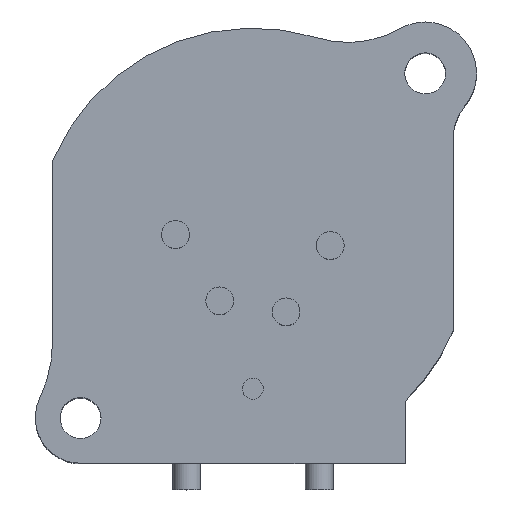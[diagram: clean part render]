
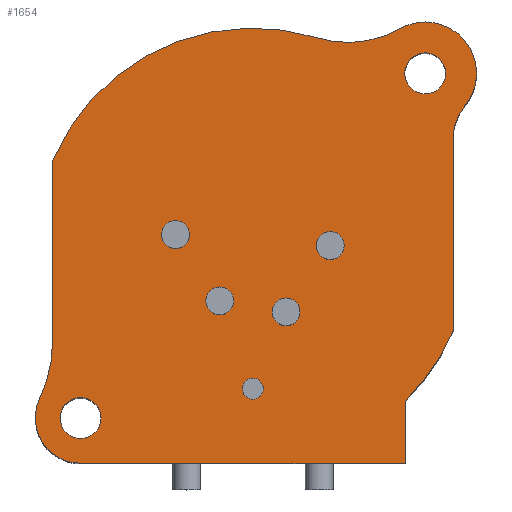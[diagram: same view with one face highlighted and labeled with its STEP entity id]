
A CAD part, top view. The second image highlights one B-rep face of the part: STEP entity #1654.
In plain terms, the highlighted planar face has unit normal (0, 0, 1).
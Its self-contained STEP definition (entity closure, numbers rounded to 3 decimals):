
#428=CARTESIAN_POINT('',(9.9,9.9,24.));
#429=DIRECTION('',(0.,0.,-1.));
#430=DIRECTION('',(1.,0.,0.));
#431=AXIS2_PLACEMENT_3D('',#428,#429,#430);
#436=CARTESIAN_POINT('',(9.9,9.9,24.));
#437=DIRECTION('',(0.,0.,-1.));
#438=DIRECTION('',(-1.,0.,0.));
#439=AXIS2_PLACEMENT_3D('',#436,#437,#438);
#444=CARTESIAN_POINT('',(-9.9,-9.9,24.));
#445=DIRECTION('',(0.,0.,-1.));
#446=DIRECTION('',(1.,0.,0.));
#447=AXIS2_PLACEMENT_3D('',#444,#445,#446);
#452=CARTESIAN_POINT('',(-9.9,-9.9,24.));
#453=DIRECTION('',(0.,0.,-1.));
#454=DIRECTION('',(-1.,0.,0.));
#455=AXIS2_PLACEMENT_3D('',#452,#453,#454);
#460=DIRECTION('',(0.,-1.,0.));
#461=VECTOR('',#460,10.305);
#462=CARTESIAN_POINT('',(-11.5,4.899,24.));
#463=LINE('',#462,#461);
#467=CARTESIAN_POINT('',(0.,0.,24.));
#468=DIRECTION('',(0.,0.,1.));
#469=DIRECTION('',(0.295,0.955,0.));
#470=AXIS2_PLACEMENT_3D('',#467,#468,#469);
#475=CARTESIAN_POINT('',(5.466,17.674,24.));
#476=DIRECTION('',(0.,0.,-1.));
#477=DIRECTION('',(0.495,-0.869,0.));
#478=AXIS2_PLACEMENT_3D('',#475,#476,#477);
#483=CARTESIAN_POINT('',(9.9,9.9,24.));
#484=DIRECTION('',(0.,0.,1.));
#485=DIRECTION('',(0.773,-0.634,0.));
#486=AXIS2_PLACEMENT_3D('',#483,#484,#485);
#491=CARTESIAN_POINT('',(14.5,6.126,24.));
#492=DIRECTION('',(0.,0.,-1.));
#493=DIRECTION('',(-1.,0.,0.));
#494=AXIS2_PLACEMENT_3D('',#491,#492,#493);
#499=DIRECTION('',(0.,1.,0.));
#500=VECTOR('',#499,11.025);
#501=CARTESIAN_POINT('',(11.5,-4.899,24.));
#502=LINE('',#501,#500);
#506=CARTESIAN_POINT('',(0.,0.,24.));
#507=DIRECTION('',(0.,0.,1.));
#508=DIRECTION('',(0.7,-0.714,0.));
#509=AXIS2_PLACEMENT_3D('',#506,#507,#508);
#514=DIRECTION('',(0.,1.,0.));
#515=VECTOR('',#514,3.573);
#516=CARTESIAN_POINT('',(8.75,-12.5,24.));
#517=LINE('',#516,#515);
#521=DIRECTION('',(1.,0.,0.));
#522=VECTOR('',#521,18.65);
#523=CARTESIAN_POINT('',(-9.9,-12.5,24.));
#524=LINE('',#523,#522);
#528=CARTESIAN_POINT('',(-9.9,-9.9,24.));
#529=DIRECTION('',(0.,0.,1.));
#530=DIRECTION('',(-0.906,0.424,0.));
#531=AXIS2_PLACEMENT_3D('',#528,#529,#530);
#536=CARTESIAN_POINT('',(-19.5,-5.406,24.));
#537=DIRECTION('',(0.,0.,-1.));
#538=DIRECTION('',(1.,0.,0.));
#539=AXIS2_PLACEMENT_3D('',#536,#537,#538);
#544=CARTESIAN_POINT('',(4.445,0.,24.));
#545=DIRECTION('',(0.,0.,-1.));
#546=DIRECTION('',(-1.,0.,0.));
#547=AXIS2_PLACEMENT_3D('',#544,#545,#546);
#552=CARTESIAN_POINT('',(4.445,0.,24.));
#553=DIRECTION('',(0.,0.,-1.));
#554=DIRECTION('',(1.,0.,0.));
#555=AXIS2_PLACEMENT_3D('',#552,#553,#554);
#560=CARTESIAN_POINT('',(-4.445,0.635,24.));
#561=DIRECTION('',(0.,0.,-1.));
#562=DIRECTION('',(-1.,0.,0.));
#563=AXIS2_PLACEMENT_3D('',#560,#561,#562);
#568=CARTESIAN_POINT('',(-4.445,0.635,24.));
#569=DIRECTION('',(0.,0.,-1.));
#570=DIRECTION('',(1.,0.,0.));
#571=AXIS2_PLACEMENT_3D('',#568,#569,#570);
#576=CARTESIAN_POINT('',(-1.905,-3.175,24.));
#577=DIRECTION('',(0.,0.,-1.));
#578=DIRECTION('',(-1.,0.,0.));
#579=AXIS2_PLACEMENT_3D('',#576,#577,#578);
#584=CARTESIAN_POINT('',(-1.905,-3.175,24.));
#585=DIRECTION('',(0.,0.,-1.));
#586=DIRECTION('',(1.,0.,0.));
#587=AXIS2_PLACEMENT_3D('',#584,#585,#586);
#592=CARTESIAN_POINT('',(1.905,-3.81,24.));
#593=DIRECTION('',(0.,0.,-1.));
#594=DIRECTION('',(-1.,0.,0.));
#595=AXIS2_PLACEMENT_3D('',#592,#593,#594);
#600=CARTESIAN_POINT('',(1.905,-3.81,24.));
#601=DIRECTION('',(0.,0.,-1.));
#602=DIRECTION('',(1.,0.,0.));
#603=AXIS2_PLACEMENT_3D('',#600,#601,#602);
#608=CARTESIAN_POINT('',(0.,-8.225,24.));
#609=DIRECTION('',(0.,0.,-1.));
#610=DIRECTION('',(-1.,0.,0.));
#611=AXIS2_PLACEMENT_3D('',#608,#609,#610);
#616=CARTESIAN_POINT('',(0.,-8.225,24.));
#617=DIRECTION('',(0.,0.,-1.));
#618=DIRECTION('',(1.,0.,0.));
#619=AXIS2_PLACEMENT_3D('',#616,#617,#618);
#1301=CARTESIAN_POINT('',(-11.5,4.899,24.));
#1302=CARTESIAN_POINT('',(-11.5,-5.406,24.));
#1303=VERTEX_POINT('',#1301);
#1304=VERTEX_POINT('',#1302);
#1305=CARTESIAN_POINT('',(-12.255,-8.798,24.));
#1306=CARTESIAN_POINT('',(-9.9,-12.5,24.));
#1307=VERTEX_POINT('',#1305);
#1308=VERTEX_POINT('',#1306);
#1309=CARTESIAN_POINT('',(8.75,-12.5,24.));
#1310=VERTEX_POINT('',#1309);
#1311=CARTESIAN_POINT('',(11.5,-4.899,24.));
#1312=CARTESIAN_POINT('',(11.5,6.126,24.));
#1313=VERTEX_POINT('',#1311);
#1314=VERTEX_POINT('',#1312);
#1315=CARTESIAN_POINT('',(12.181,8.029,24.));
#1316=CARTESIAN_POINT('',(8.438,12.462,24.));
#1317=VERTEX_POINT('',#1315);
#1318=VERTEX_POINT('',#1316);
#1319=CARTESIAN_POINT('',(3.693,11.942,24.));
#1320=VERTEX_POINT('',#1319);
#1329=CARTESIAN_POINT('',(11.075,9.9,24.));
#1330=CARTESIAN_POINT('',(8.725,9.9,24.));
#1331=VERTEX_POINT('',#1329);
#1332=VERTEX_POINT('',#1330);
#1333=CARTESIAN_POINT('',(-8.725,-9.9,24.));
#1334=CARTESIAN_POINT('',(-11.075,-9.9,24.));
#1335=VERTEX_POINT('',#1333);
#1336=VERTEX_POINT('',#1334);
#1381=CARTESIAN_POINT('',(3.645,0.,24.));
#1382=CARTESIAN_POINT('',(5.245,0.,24.));
#1383=VERTEX_POINT('',#1381);
#1384=VERTEX_POINT('',#1382);
#1385=CARTESIAN_POINT('',(-5.245,0.635,24.));
#1386=CARTESIAN_POINT('',(-3.645,0.635,24.));
#1387=VERTEX_POINT('',#1385);
#1388=VERTEX_POINT('',#1386);
#1389=CARTESIAN_POINT('',(-2.705,-3.175,24.));
#1390=CARTESIAN_POINT('',(-1.105,-3.175,24.));
#1391=VERTEX_POINT('',#1389);
#1392=VERTEX_POINT('',#1390);
#1393=CARTESIAN_POINT('',(1.105,-3.81,24.));
#1394=CARTESIAN_POINT('',(2.705,-3.81,24.));
#1395=VERTEX_POINT('',#1393);
#1396=VERTEX_POINT('',#1394);
#1397=CARTESIAN_POINT('',(-0.6,-8.225,24.));
#1398=CARTESIAN_POINT('',(0.6,-8.225,24.));
#1399=VERTEX_POINT('',#1397);
#1400=VERTEX_POINT('',#1398);
#1403=CARTESIAN_POINT('',(8.75,-8.927,24.));
#1404=VERTEX_POINT('',#1403);
#1585=CARTESIAN_POINT('',(0.,0.,24.));
#1586=DIRECTION('',(0.,0.,1.));
#1587=DIRECTION('',(1.,0.,0.));
#1588=AXIS2_PLACEMENT_3D('',#1585,#1586,#1587);
#1589=PLANE('',#1588);
#1591=ORIENTED_EDGE('',*,*,#1590,.F.);
#1593=ORIENTED_EDGE('',*,*,#1592,.F.);
#1595=ORIENTED_EDGE('',*,*,#1594,.F.);
#1597=ORIENTED_EDGE('',*,*,#1596,.F.);
#1599=ORIENTED_EDGE('',*,*,#1598,.F.);
#1601=ORIENTED_EDGE('',*,*,#1600,.F.);
#1603=ORIENTED_EDGE('',*,*,#1602,.F.);
#1605=ORIENTED_EDGE('',*,*,#1604,.F.);
#1607=ORIENTED_EDGE('',*,*,#1606,.F.);
#1609=ORIENTED_EDGE('',*,*,#1608,.F.);
#1611=ORIENTED_EDGE('',*,*,#1610,.F.);
#1612=EDGE_LOOP('',(#1591,#1593,#1595,#1597,#1599,#1601,#1603,#1605,#1607,#1609,
#1611));
#1613=FACE_OUTER_BOUND('',#1612,.F.);
#1615=ORIENTED_EDGE('',*,*,#1614,.F.);
#1617=ORIENTED_EDGE('',*,*,#1616,.F.);
#1618=EDGE_LOOP('',(#1615,#1617));
#1619=FACE_BOUND('',#1618,.F.);
#1620=ORIENTED_EDGE('',*,*,#1565,.F.);
#1621=ORIENTED_EDGE('',*,*,#1579,.F.);
#1622=EDGE_LOOP('',(#1620,#1621));
#1623=FACE_BOUND('',#1622,.F.);
#1625=ORIENTED_EDGE('',*,*,#1624,.F.);
#1627=ORIENTED_EDGE('',*,*,#1626,.F.);
#1628=EDGE_LOOP('',(#1625,#1627));
#1629=FACE_BOUND('',#1628,.F.);
#1631=ORIENTED_EDGE('',*,*,#1630,.F.);
#1633=ORIENTED_EDGE('',*,*,#1632,.F.);
#1634=EDGE_LOOP('',(#1631,#1633));
#1635=FACE_BOUND('',#1634,.F.);
#1637=ORIENTED_EDGE('',*,*,#1636,.F.);
#1639=ORIENTED_EDGE('',*,*,#1638,.F.);
#1640=EDGE_LOOP('',(#1637,#1639));
#1641=FACE_BOUND('',#1640,.F.);
#1643=ORIENTED_EDGE('',*,*,#1642,.F.);
#1645=ORIENTED_EDGE('',*,*,#1644,.F.);
#1646=EDGE_LOOP('',(#1643,#1645));
#1647=FACE_BOUND('',#1646,.F.);
#1649=ORIENTED_EDGE('',*,*,#1648,.F.);
#1651=ORIENTED_EDGE('',*,*,#1650,.F.);
#1652=EDGE_LOOP('',(#1649,#1651));
#1653=FACE_BOUND('',#1652,.F.);
#432=CIRCLE('',#431,1.175);
#440=CIRCLE('',#439,1.175);
#448=CIRCLE('',#447,1.175);
#456=CIRCLE('',#455,1.175);
#471=CIRCLE('',#470,12.5);
#479=CIRCLE('',#478,6.);
#487=CIRCLE('',#486,2.95);
#495=CIRCLE('',#494,3.);
#510=CIRCLE('',#509,12.5);
#532=CIRCLE('',#531,2.6);
#540=CIRCLE('',#539,8.);
#548=CIRCLE('',#547,0.8);
#556=CIRCLE('',#555,0.8);
#564=CIRCLE('',#563,0.8);
#572=CIRCLE('',#571,0.8);
#580=CIRCLE('',#579,0.8);
#588=CIRCLE('',#587,0.8);
#596=CIRCLE('',#595,0.8);
#604=CIRCLE('',#603,0.8);
#612=CIRCLE('',#611,0.6);
#620=CIRCLE('',#619,0.6);
#1565=EDGE_CURVE('',#1331,#1332,#432,.T.);
#1579=EDGE_CURVE('',#1332,#1331,#440,.T.);
#1590=EDGE_CURVE('',#1303,#1304,#463,.T.);
#1592=EDGE_CURVE('',#1320,#1303,#471,.T.);
#1594=EDGE_CURVE('',#1318,#1320,#479,.T.);
#1596=EDGE_CURVE('',#1317,#1318,#487,.T.);
#1598=EDGE_CURVE('',#1314,#1317,#495,.T.);
#1600=EDGE_CURVE('',#1313,#1314,#502,.T.);
#1602=EDGE_CURVE('',#1404,#1313,#510,.T.);
#1604=EDGE_CURVE('',#1310,#1404,#517,.T.);
#1606=EDGE_CURVE('',#1308,#1310,#524,.T.);
#1608=EDGE_CURVE('',#1307,#1308,#532,.T.);
#1610=EDGE_CURVE('',#1304,#1307,#540,.T.);
#1614=EDGE_CURVE('',#1335,#1336,#448,.T.);
#1616=EDGE_CURVE('',#1336,#1335,#456,.T.);
#1624=EDGE_CURVE('',#1383,#1384,#548,.T.);
#1626=EDGE_CURVE('',#1384,#1383,#556,.T.);
#1630=EDGE_CURVE('',#1387,#1388,#564,.T.);
#1632=EDGE_CURVE('',#1388,#1387,#572,.T.);
#1636=EDGE_CURVE('',#1391,#1392,#580,.T.);
#1638=EDGE_CURVE('',#1392,#1391,#588,.T.);
#1642=EDGE_CURVE('',#1395,#1396,#596,.T.);
#1644=EDGE_CURVE('',#1396,#1395,#604,.T.);
#1648=EDGE_CURVE('',#1399,#1400,#612,.T.);
#1650=EDGE_CURVE('',#1400,#1399,#620,.T.);
#1654=ADVANCED_FACE('',(#1613,#1619,#1623,#1629,#1635,#1641,#1647,#1653),#1589,
.T.);
